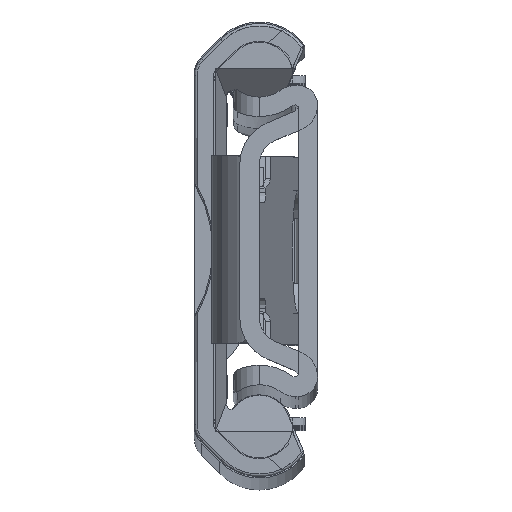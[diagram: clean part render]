
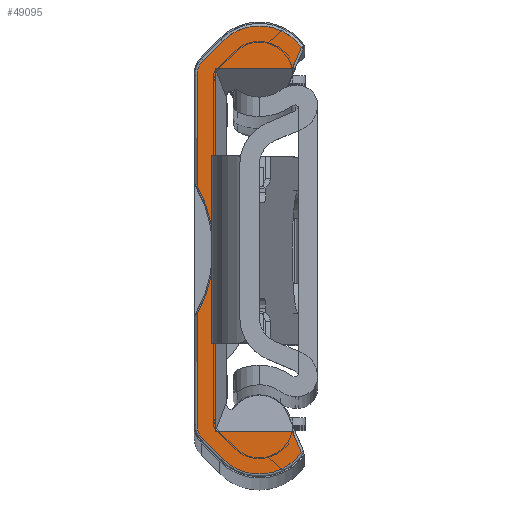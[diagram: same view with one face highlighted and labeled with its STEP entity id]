
A CAD part, top view. The second image highlights one B-rep face of the part: STEP entity #49095.
In plain terms, the highlighted planar face has unit normal (0, 0, 1).
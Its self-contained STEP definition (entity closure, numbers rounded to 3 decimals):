
#1769=PLANE('',#51995);
#2858=CIRCLE('',#51989,10.1);
#2862=CIRCLE('',#51996,1.6);
#2863=CIRCLE('',#51997,4.);
#2864=CIRCLE('',#51998,4.);
#2865=CIRCLE('',#51999,1.6);
#4901=FACE_OUTER_BOUND('',#7547,.T.);
#7547=EDGE_LOOP('',(#32048,#32049,#32050,#32051,#32052,#32053,#32054,#32055,
#32056,#32057,#32058,#32059,#32060,#32061));
#10403=LINE('',#70028,#13354);
#10405=LINE('',#70034,#13356);
#10406=LINE('',#70038,#13357);
#10407=LINE('',#70042,#13358);
#10408=LINE('',#70044,#13359);
#10409=LINE('',#70046,#13360);
#10410=LINE('',#70048,#13361);
#10411=LINE('',#70050,#13362);
#10412=LINE('',#70054,#13363);
#13354=VECTOR('',#57460,10.);
#13356=VECTOR('',#57466,10.);
#13357=VECTOR('',#57469,10.);
#13358=VECTOR('',#57472,10.);
#13359=VECTOR('',#57473,10.);
#13360=VECTOR('',#57474,10.);
#13361=VECTOR('',#57475,10.);
#13362=VECTOR('',#57476,10.);
#13363=VECTOR('',#57479,10.);
#18445=VERTEX_POINT('',#69949);
#18447=VERTEX_POINT('',#69967);
#18450=VERTEX_POINT('',#70027);
#18452=VERTEX_POINT('',#70033);
#18453=VERTEX_POINT('',#70035);
#18454=VERTEX_POINT('',#70037);
#18455=VERTEX_POINT('',#70039);
#18456=VERTEX_POINT('',#70041);
#18457=VERTEX_POINT('',#70043);
#18458=VERTEX_POINT('',#70045);
#18459=VERTEX_POINT('',#70047);
#18460=VERTEX_POINT('',#70049);
#18461=VERTEX_POINT('',#70051);
#18462=VERTEX_POINT('',#70053);
#23702=EDGE_CURVE('',#18447,#18445,#2858,.T.);
#23709=EDGE_CURVE('',#18445,#18450,#10403,.T.);
#23712=EDGE_CURVE('',#18452,#18447,#10405,.T.);
#23713=EDGE_CURVE('',#18453,#18452,#2862,.T.);
#23714=EDGE_CURVE('',#18454,#18453,#10406,.T.);
#23715=EDGE_CURVE('',#18455,#18454,#2863,.T.);
#23716=EDGE_CURVE('',#18456,#18455,#10407,.T.);
#23717=EDGE_CURVE('',#18456,#18457,#10408,.T.);
#23718=EDGE_CURVE('',#18457,#18458,#10409,.T.);
#23719=EDGE_CURVE('',#18458,#18459,#10410,.T.);
#23720=EDGE_CURVE('',#18460,#18459,#10411,.T.);
#23721=EDGE_CURVE('',#18461,#18460,#2864,.T.);
#23722=EDGE_CURVE('',#18462,#18461,#10412,.T.);
#23723=EDGE_CURVE('',#18450,#18462,#2865,.T.);
#32048=ORIENTED_EDGE('',*,*,#23702,.F.);
#32049=ORIENTED_EDGE('',*,*,#23712,.F.);
#32050=ORIENTED_EDGE('',*,*,#23713,.F.);
#32051=ORIENTED_EDGE('',*,*,#23714,.F.);
#32052=ORIENTED_EDGE('',*,*,#23715,.F.);
#32053=ORIENTED_EDGE('',*,*,#23716,.F.);
#32054=ORIENTED_EDGE('',*,*,#23717,.T.);
#32055=ORIENTED_EDGE('',*,*,#23718,.T.);
#32056=ORIENTED_EDGE('',*,*,#23719,.T.);
#32057=ORIENTED_EDGE('',*,*,#23720,.F.);
#32058=ORIENTED_EDGE('',*,*,#23721,.F.);
#32059=ORIENTED_EDGE('',*,*,#23722,.F.);
#32060=ORIENTED_EDGE('',*,*,#23723,.F.);
#32061=ORIENTED_EDGE('',*,*,#23709,.F.);
#49095=ADVANCED_FACE('',(#4901),#1769,.F.);
#51989=AXIS2_PLACEMENT_3D('',#69969,#57448,#57449);
#51995=AXIS2_PLACEMENT_3D('',#70032,#57464,#57465);
#51996=AXIS2_PLACEMENT_3D('',#70036,#57467,#57468);
#51997=AXIS2_PLACEMENT_3D('',#70040,#57470,#57471);
#51998=AXIS2_PLACEMENT_3D('',#70052,#57477,#57478);
#51999=AXIS2_PLACEMENT_3D('',#70055,#57480,#57481);
#57448=DIRECTION('center_axis',(0.,0.,
1.));
#57449=DIRECTION('ref_axis',(1.,0.,0.));
#57460=DIRECTION('',(0.,1.,0.));
#57464=DIRECTION('center_axis',(0.,0.,
-1.));
#57465=DIRECTION('ref_axis',(1.,0.,0.));
#57466=DIRECTION('',(0.,1.,0.));
#57467=DIRECTION('center_axis',(0.,0.,
-1.));
#57468=DIRECTION('ref_axis',(-0.924,-0.383,0.));
#57469=DIRECTION('',(-0.707,0.707,0.));
#57470=DIRECTION('center_axis',(0.,0.,
-1.));
#57471=DIRECTION('ref_axis',(0.082,-0.997,0.));
#57472=DIRECTION('',(0.391,-0.921,0.));
#57473=DIRECTION('',(-1.,0.,0.));
#57474=DIRECTION('',(0.,1.,0.));
#57475=DIRECTION('',(1.,0.,0.));
#57476=DIRECTION('',(-0.391,-0.921,0.));
#57477=DIRECTION('center_axis',(0.,0.,
-1.));
#57478=DIRECTION('ref_axis',(0.082,0.997,0.));
#57479=DIRECTION('',(0.707,0.707,0.));
#57480=DIRECTION('center_axis',(0.,0.,
-1.));
#57481=DIRECTION('ref_axis',(-0.924,0.383,0.));
#69949=CARTESIAN_POINT('',(-4.8,4.957,267.5));
#69967=CARTESIAN_POINT('',(-4.8,-4.957,267.5));
#69969=CARTESIAN_POINT('Origin',(-13.6,0.,267.5));
#70027=CARTESIAN_POINT('',(-4.8,13.494,267.5));
#70028=CARTESIAN_POINT('',(-4.8,11.489,267.5));
#70032=CARTESIAN_POINT('Origin',(-2.302,9.483,267.5));
#70033=CARTESIAN_POINT('',(-4.8,-13.494,267.5));
#70034=CARTESIAN_POINT('',(-4.8,11.489,267.5));
#70035=CARTESIAN_POINT('',(-4.331,-14.625,267.5));
#70036=CARTESIAN_POINT('Origin',(-3.2,-13.494,267.5));
#70037=CARTESIAN_POINT('',(-2.828,-16.128,267.5));
#70038=CARTESIAN_POINT('',(-9.1,-9.857,267.5));
#70039=CARTESIAN_POINT('',(3.252,-15.63,267.5));
#70040=CARTESIAN_POINT('Origin',(0.,-13.3,
267.5));
#70041=CARTESIAN_POINT('',(2.56,-14.,267.5));
#70042=CARTESIAN_POINT('',(-2.302,-2.547,267.5));
#70043=CARTESIAN_POINT('',(-3.4,-14.,267.5));
#70044=CARTESIAN_POINT('',(-2.401,-14.,267.5));
#70045=CARTESIAN_POINT('',(-3.4,14.,267.5));
#70046=CARTESIAN_POINT('',(-3.4,4.742,267.5));
#70047=CARTESIAN_POINT('',(2.56,14.,267.5));
#70048=CARTESIAN_POINT('',(-2.401,14.,267.5));
#70049=CARTESIAN_POINT('',(3.252,15.63,267.5));
#70050=CARTESIAN_POINT('',(1.109,10.582,267.5));
#70051=CARTESIAN_POINT('',(-2.828,16.128,267.5));
#70052=CARTESIAN_POINT('Origin',(0.,13.3,267.5));
#70053=CARTESIAN_POINT('',(-4.331,14.625,267.5));
#70054=CARTESIAN_POINT('',(-4.358,14.599,267.5));
#70055=CARTESIAN_POINT('Origin',(-3.2,13.494,267.5));
